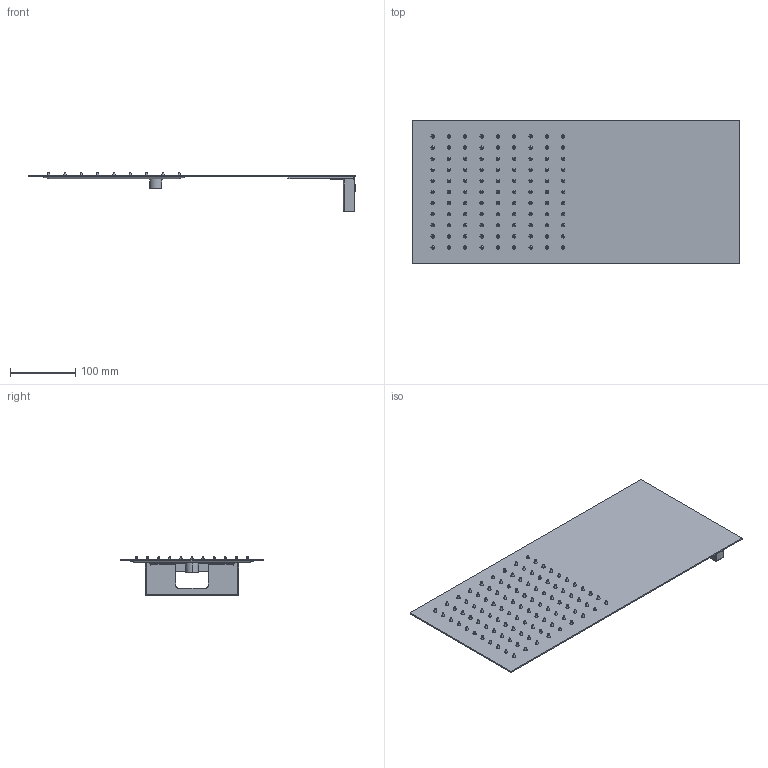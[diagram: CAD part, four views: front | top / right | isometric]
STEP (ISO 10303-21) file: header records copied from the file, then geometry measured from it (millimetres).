
FILE_DESCRIPTION((''),'2;1');
FILE_NAME('ZSOF117CR','2021-01-21T14:30:05',('ut3'),('PAFFONI SpA'),'CREO PARAMETRIC BY PTC INC, 2020044','CREO PARAMETRIC BY PTC INC, 2020044','');
FILE_SCHEMA(('CONFIG_CONTROL_DESIGN','SHAPE_APPEARANCE_LAYERS_GROUPS'));
Length unit declared in the file: millimetre
Products named in the file (1): ZSOF117CR
Bounding box: 500 x 220 x 59.8 mm (x, y, z)
Volume: 406198.8 mm3; surface area: 259449.3 mm2
Topology: 1 solids, 1 shells, 784 faces, 1658 edges, 981 vertices
Faces by surface type: torus 526, plane 181, cylinder 60, cone 9, sphere 4, bspline 4
Entity records: 27283 total; most frequent: DIRECTION 4570, CARTESIAN_POINT 3784, ORIENTED_EDGE 3312, AXIS2_PLACEMENT_3D 2152, EDGE_CURVE 1656, CIRCLE 1372, VERTEX_POINT 981, EDGE_LOOP 893
